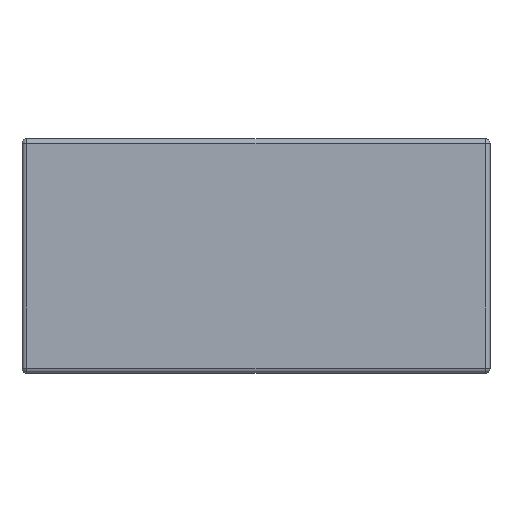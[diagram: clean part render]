
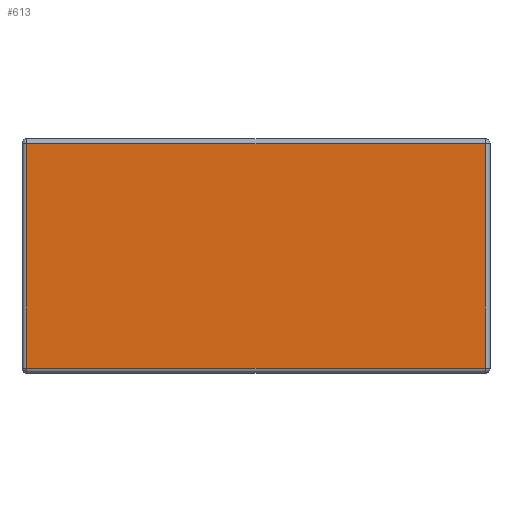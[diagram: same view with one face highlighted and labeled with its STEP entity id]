
A CAD part, top view. The second image highlights one B-rep face of the part: STEP entity #613.
In plain terms, the highlighted planar face has unit normal (0, 0, 1).
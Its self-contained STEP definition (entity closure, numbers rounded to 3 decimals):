
#33=PLANE('',#694);
#73=FACE_OUTER_BOUND('',#113,.T.);
#113=EDGE_LOOP('',(#509,#510,#511,#512));
#151=LINE('',#991,#211);
#155=LINE('',#1007,#215);
#157=LINE('',#1010,#217);
#159=LINE('',#1013,#219);
#211=VECTOR('',#808,10.);
#215=VECTOR('',#826,10.);
#217=VECTOR('',#830,10.);
#219=VECTOR('',#834,10.);
#290=VERTEX_POINT('',#953);
#295=VERTEX_POINT('',#966);
#300=VERTEX_POINT('',#979);
#305=VERTEX_POINT('',#995);
#367=EDGE_CURVE('',#290,#300,#151,.T.);
#375=EDGE_CURVE('',#300,#305,#155,.T.);
#377=EDGE_CURVE('',#305,#295,#157,.T.);
#379=EDGE_CURVE('',#295,#290,#159,.T.);
#509=ORIENTED_EDGE('',*,*,#367,.F.);
#510=ORIENTED_EDGE('',*,*,#379,.F.);
#511=ORIENTED_EDGE('',*,*,#377,.F.);
#512=ORIENTED_EDGE('',*,*,#375,.F.);
#613=ADVANCED_FACE('',(#73),#33,.T.);
#694=AXIS2_PLACEMENT_3D('',#1019,#842,#843);
#808=DIRECTION('',(0.,-1.,0.));
#826=DIRECTION('',(-1.,0.,0.));
#830=DIRECTION('',(0.,1.,0.));
#834=DIRECTION('',(1.,0.,0.));
#842=DIRECTION('center_axis',(0.,0.,1.));
#843=DIRECTION('ref_axis',(1.,0.,0.));
#953=CARTESIAN_POINT('',(0.49,0.24,0.35));
#966=CARTESIAN_POINT('',(-0.49,0.24,0.35));
#979=CARTESIAN_POINT('',(0.49,-0.24,0.35));
#991=CARTESIAN_POINT('',(0.49,-0.125,0.35));
#995=CARTESIAN_POINT('',(-0.49,-0.24,0.35));
#1007=CARTESIAN_POINT('',(-0.25,-0.24,0.35));
#1010=CARTESIAN_POINT('',(-0.49,0.125,0.35));
#1013=CARTESIAN_POINT('',(0.25,0.24,0.35));
#1019=CARTESIAN_POINT('Origin',(0.,0.,0.35));
